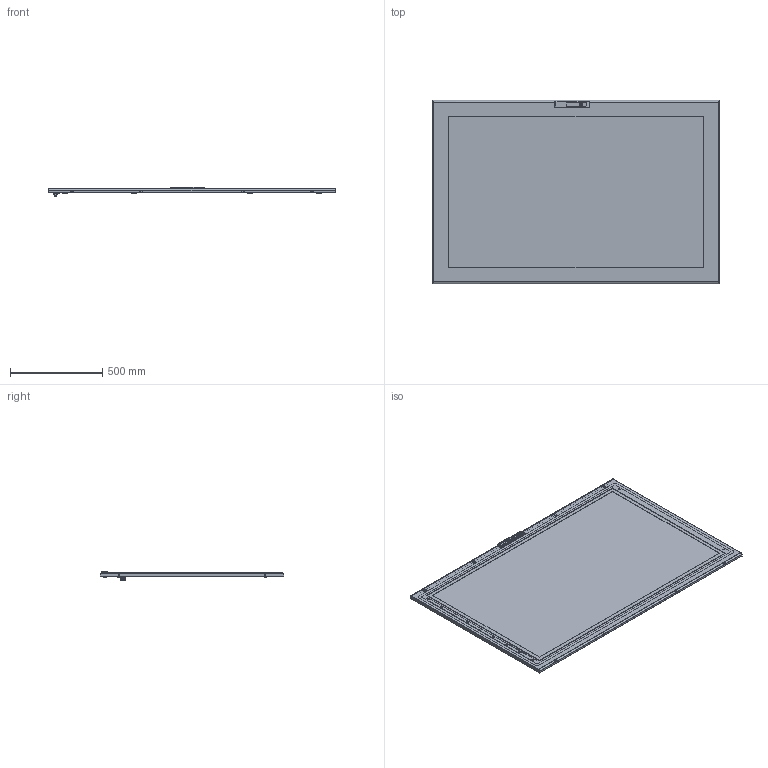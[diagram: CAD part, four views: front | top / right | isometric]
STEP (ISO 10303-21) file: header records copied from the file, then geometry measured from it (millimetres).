
FILE_DESCRIPTION (( 'STEP AP203' ), '1' );
FILE_NAME ('1600x1000.step', '2011-02-16T12:32:55', ( 'User' ), ( 'DKC' ), 'SwSTEP 2.0', 'SolidWorks 2010', '' );
FILE_SCHEMA (( 'CONFIG_CONTROL_DESIGN' ));
Products named in the file (32): Hex Flange Bolt M6x10_ISO 4162 - M6 x 12 x 12-S; Çåðêàëüíî îòðàçèòüterminator for door.SLDPRT1; Wood screw 4.2x13_Tapping screw DIN 7049-ST4.2x13-F-H-S; sealant for sviluppo porta quadro_1600x1000; hermetic for transparente door_1600x1000; Çåðêàëüíî îòðàçèòüribattino AC00C377; 1600x1000; Montante verticale + Traversa orizzontale interno porta_Traversa orizzontale-verticale 1000; Sealing ring; ribattino AC00C377; Sostegno autoallineante per porta AC00C446; RAMBLOCK montata modificated_Default; basetta esterna_AC00C506; AC00C184 dado telaio interno porta_Default; AC00C254_Default; ASTINA Inferiore_1600; boccola AC00C378; Nut M6_Hexagon Nut ISO - 4034 - M6 - S; Sviluppo porta transparente quadro_1600X1000; linguetta_AC00C387; Çåðêàëüíî îòðàçèòüterminator for door.SLDPRT; distanziale di gomma per RAM BLOCK_Default; ASTINA Superiore_1600; Çåðêàëüíî îòðàçèòüboccola AC00C378; AC00C400 Quadro IP55 Guida aste_Default; Vetro porta quadro_R5CPTE16100; terminator for door.SLDPRT; inserto chiave per maniglia RAM BLOCK_AC00C389; Ingranaggio per cariglione modificated_AC00C388; hinge AC00C170_Default; maniglia RAM BLOCK modificated_AC00C505; land
Assembly tree (59 placements, depth 3):
  1600x1000
    ASTINA Inferiore_1600
    land  x8
    terminator for door.SLDPRT  x2
      ribattino AC00C377
      boccola AC00C378
    hermetic for transparente door_1600x1000
    AC00C400 Quadro IP55 Guida aste_Default  x4
    distanziale di gomma per RAM BLOCK_Default  x2
    hinge AC00C170_Default  x4
    Nut M6_Hexagon Nut ISO - 4034 - M6 - S  x4
    AC00C254_Default  x4
    AC00C184 dado telaio interno porta_Default  x2
    Wood screw 4.2x13_Tapping screw DIN 7049-ST4.2x13-F-H-S  x5
    Sostegno autoallineante per porta AC00C446
    RAMBLOCK montata modificated_Default
      maniglia RAM BLOCK modificated_AC00C505
      Sealing ring
      basetta esterna_AC00C506
      Ingranaggio per cariglione modificated_AC00C388
      inserto chiave per maniglia RAM BLOCK_AC00C389
    sealant for sviluppo porta quadro_1600x1000
    Çåðêàëüíî îòðàçèòüterminator for door.SLDPRT
      Çåðêàëüíî îòðàçèòüboccola AC00C378
      Çåðêàëüíî îòðàçèòüribattino AC00C377
    Montante verticale + Traversa orizzontale interno porta_Traversa orizzontale-verticale 1000
    linguetta_AC00C387
    Çåðêàëüíî îòðàçèòüterminator for door.SLDPRT1
      Çåðêàëüíî îòðàçèòüboccola AC00C378
      Çåðêàëüíî îòðàçèòüribattino AC00C377
    ASTINA Superiore_1600
    Hex Flange Bolt M6x10_ISO 4162 - M6 x 12 x 12-S
    Vetro porta quadro_R5CPTE16100
    Sviluppo porta transparente quadro_1600X1000
Bounding box: 1555 x 994 x 52.66 mm (x, y, z)
Volume: 6772131.3 mm3; surface area: 4105355.4 mm2
Topology: 64 solids, 64 shells, 5201 faces, 14276 edges, 9238 vertices
Faces by surface type: bspline 2303, cylinder 1386, plane 1001, cone 461, torus 40, sphere 10
Entity records: 72675 total; most frequent: CARTESIAN_POINT 28593, ORIENTED_EDGE 9026, DIRECTION 7466, EDGE_CURVE 4513, VERTEX_POINT 2884, AXIS2_PLACEMENT_3D 2685, LINE 2096, VECTOR 2096
